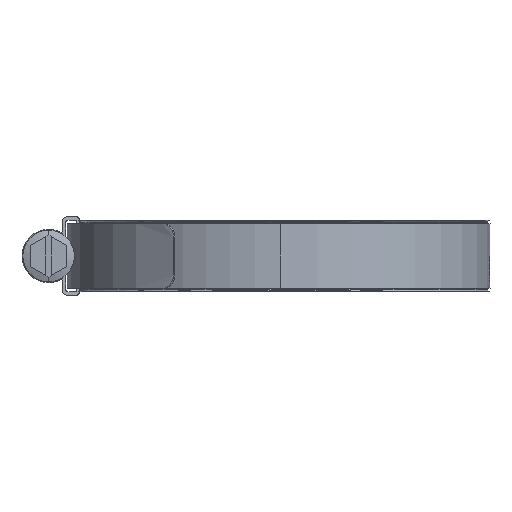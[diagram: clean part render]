
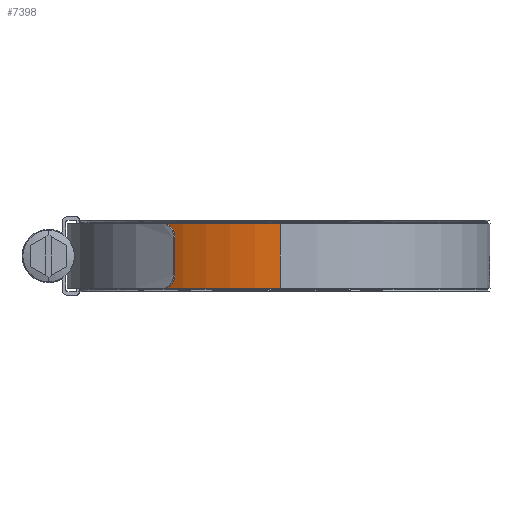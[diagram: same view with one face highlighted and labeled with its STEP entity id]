
A CAD part, left-side view. The second image highlights one B-rep face of the part: STEP entity #7398.
In plain terms, the highlighted cylindrical face has radius 46.1 mm (diameter 92.2 mm), a partial arc.
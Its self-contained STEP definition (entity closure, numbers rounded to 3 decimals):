
#102 = VERTEX_POINT ( 'NONE', #5855 ) ;
#110 = ORIENTED_EDGE ( 'NONE', *, *, #10746, .T. ) ;
#167 = DIRECTION ( 'NONE',  ( 0., 0., -1. ) ) ;
#480 = LINE ( 'NONE', #12954, #13225 ) ;
#649 = ORIENTED_EDGE ( 'NONE', *, *, #7621, .F. ) ;
#823 = VERTEX_POINT ( 'NONE', #9530 ) ;
#1099 = ORIENTED_EDGE ( 'NONE', *, *, #4432, .F. ) ;
#1156 = FACE_OUTER_BOUND ( 'NONE', #7097, .T. ) ;
#1271 = DIRECTION ( 'NONE',  ( 0., 0., -1. ) ) ;
#3220 = AXIS2_PLACEMENT_3D ( 'NONE', #5207, #9307, #11567 ) ;
#3296 = AXIS2_PLACEMENT_3D ( 'NONE', #10627, #167, #5228 ) ;
#3691 = CARTESIAN_POINT ( 'NONE',  ( -46.1, 0., 7.135 ) ) ;
#3884 = DIRECTION ( 'NONE',  ( 1., 0., 0. ) ) ;
#4432 = EDGE_CURVE ( 'NONE', #6992, #102, #6123, .T. ) ;
#4510 = AXIS2_PLACEMENT_3D ( 'NONE', #6059, #10146, #3884 ) ;
#5107 = ORIENTED_EDGE ( 'NONE', *, *, #11543, .T. ) ;
#5207 = CARTESIAN_POINT ( 'NONE',  ( 0., 0., 7.135 ) ) ;
#5228 = DIRECTION ( 'NONE',  ( -1., 0., 0. ) ) ;
#5855 = CARTESIAN_POINT ( 'NONE',  ( -46.1, 0., 7.135 ) ) ;
#5961 = CARTESIAN_POINT ( 'NONE',  ( -46.1, 0., -7.135 ) ) ;
#6000 = LINE ( 'NONE', #3691, #9439 ) ;
#6059 = CARTESIAN_POINT ( 'NONE',  ( 0., 0., -7.135 ) ) ;
#6123 = CIRCLE ( 'NONE', #3220, 46.1 ) ;
#6191 = VERTEX_POINT ( 'NONE', #5961 ) ;
#6983 = DIRECTION ( 'NONE',  ( 0., 0., -1. ) ) ;
#6992 = VERTEX_POINT ( 'NONE', #10599 ) ;
#7097 = EDGE_LOOP ( 'NONE', ( #649, #1099, #5107, #110 ) ) ;
#7398 = ADVANCED_FACE ( 'NONE', ( #1156 ), #8433, .T. ) ;
#7621 = EDGE_CURVE ( 'NONE', #102, #6191, #6000, .T. ) ;
#8433 = CYLINDRICAL_SURFACE ( 'NONE', #3296, 46.1 ) ;
#9307 = DIRECTION ( 'NONE',  ( 0., 0., 1. ) ) ;
#9439 = VECTOR ( 'NONE', #6983, 1000. ) ;
#9530 = CARTESIAN_POINT ( 'NONE',  ( 0., 46.1, -7.135 ) ) ;
#10146 = DIRECTION ( 'NONE',  ( 0., 0., 1. ) ) ;
#10599 = CARTESIAN_POINT ( 'NONE',  ( 0., 46.1, 7.135 ) ) ;
#10627 = CARTESIAN_POINT ( 'NONE',  ( 0., 0., 7.135 ) ) ;
#10746 = EDGE_CURVE ( 'NONE', #823, #6191, #11374, .T. ) ;
#11374 = CIRCLE ( 'NONE', #4510, 46.1 ) ;
#11543 = EDGE_CURVE ( 'NONE', #6992, #823, #480, .T. ) ;
#11567 = DIRECTION ( 'NONE',  ( 1., 0., 0. ) ) ;
#12954 = CARTESIAN_POINT ( 'NONE',  ( 0., 46.1, 7.135 ) ) ;
#13225 = VECTOR ( 'NONE', #1271, 1000. ) ;
